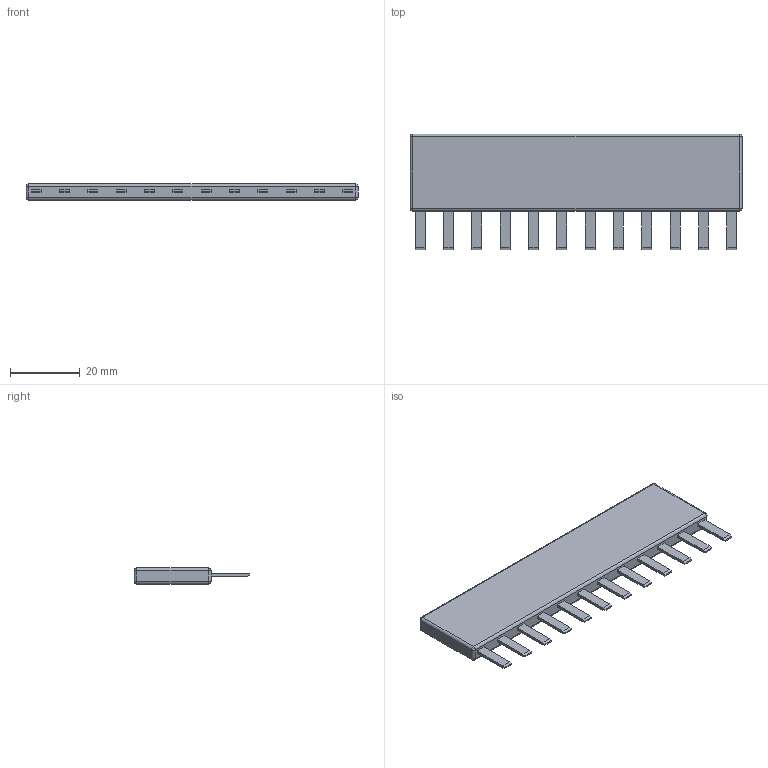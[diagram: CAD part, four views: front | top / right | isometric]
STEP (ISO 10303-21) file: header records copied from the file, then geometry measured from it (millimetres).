
FILE_DESCRIPTION((''),'2;1');
FILE_NAME('SC30-2006B-B008_NCF_ASM','2019-10-17T09:52:01',('20077268'),(''),'CREO PARAMETRIC BY PTC INC, 2017110','CREO PARAMETRIC BY PTC INC, 2017110','');
FILE_SCHEMA(('CONFIG_CONTROL_DESIGN'));
Length unit declared in the file: inch
Products named in the file (4): PC29-2004B-C000_MOLD; PC29-2004B-C000_NCF; PC30-2006B-B008_NCF_ASM; SC30-2006B-B008_NCF_ASM
Assembly tree (3 placements, depth 3):
  SC30-2006B-B008_NCF_ASM
    PC30-2006B-B008_NCF_ASM
      PC29-2004B-C000_MOLD
      PC29-2004B-C000_NCF
Bounding box: 95.25 x 33.27 x 4.67 mm (x, y, z)
Volume: 10076.3 mm3; surface area: 17253.4 mm2
Topology: 2 solids, 2 shells, 165 faces, 469 edges, 298 vertices
Faces by surface type: plane 143, cylinder 14, sphere 8
Entity records: 5389 total; most frequent: CARTESIAN_POINT 941, ORIENTED_EDGE 938, DIRECTION 845, EDGE_CURVE 469, VECTOR 441, LINE 441, VERTEX_POINT 298, AXIS2_PLACEMENT_3D 202
